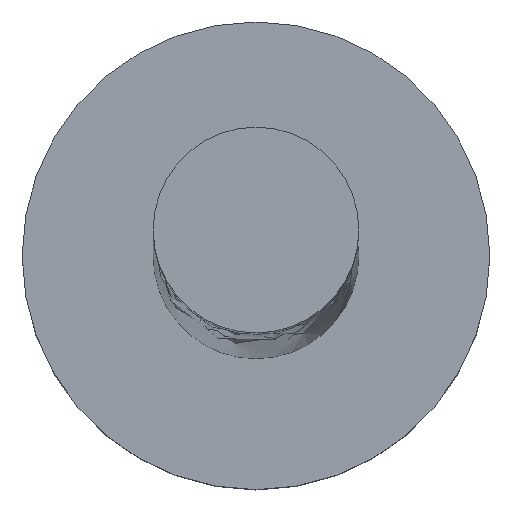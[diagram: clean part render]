
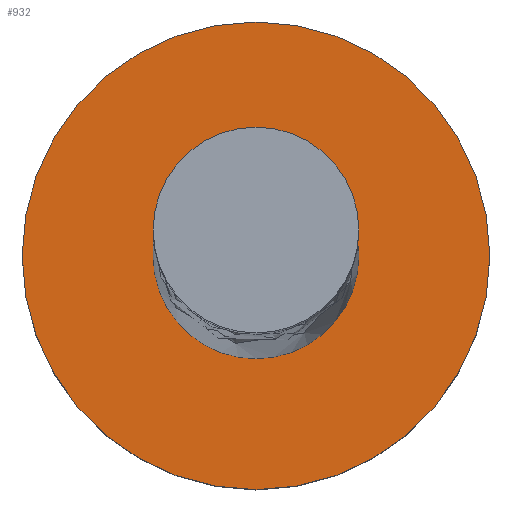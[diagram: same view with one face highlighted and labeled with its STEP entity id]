
A CAD part, top view. The second image highlights one B-rep face of the part: STEP entity #932.
In plain terms, the highlighted planar face has unit normal (0, 0, 1).
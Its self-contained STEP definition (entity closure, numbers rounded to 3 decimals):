
#3 = AXIS2_PLACEMENT_3D ( 'NONE', #8, #130, #1080 ) ;
#7 = ORIENTED_EDGE ( 'NONE', *, *, #440, .T. ) ;
#8 = CARTESIAN_POINT ( 'NONE',  ( 0., 0., 2. ) ) ;
#23 = FACE_OUTER_BOUND ( 'NONE', #702, .T. ) ;
#102 = ORIENTED_EDGE ( 'NONE', *, *, #1227, .T. ) ;
#110 = VERTEX_POINT ( 'NONE', #1352 ) ;
#130 = DIRECTION ( 'NONE',  ( 0., 0., 1. ) ) ;
#153 = ORIENTED_EDGE ( 'NONE', *, *, #1072, .F. ) ;
#254 = CIRCLE ( 'NONE', #1123, 1.1 ) ;
#260 = CARTESIAN_POINT ( 'NONE',  ( 1.1, 0., 2. ) ) ;
#292 = CARTESIAN_POINT ( 'NONE',  ( 0., 0., 2. ) ) ;
#359 = AXIS2_PLACEMENT_3D ( 'NONE', #292, #538, #1483 ) ;
#409 = DIRECTION ( 'NONE',  ( 1., 0., 0. ) ) ;
#411 = CIRCLE ( 'NONE', #3, 2.5 ) ;
#412 = FACE_BOUND ( 'NONE', #1129, .T. ) ;
#440 = EDGE_CURVE ( 'NONE', #528, #626, #705, .T. ) ;
#477 = CARTESIAN_POINT ( 'NONE',  ( 2.5, 0., 2. ) ) ;
#528 = VERTEX_POINT ( 'NONE', #477 ) ;
#538 = DIRECTION ( 'NONE',  ( 0., 0., 1. ) ) ;
#626 = VERTEX_POINT ( 'NONE', #954 ) ;
#702 = EDGE_LOOP ( 'NONE', ( #102, #7 ) ) ;
#705 = CIRCLE ( 'NONE', #1083, 2.5 ) ;
#731 = PLANE ( 'NONE',  #359 ) ;
#753 = DIRECTION ( 'NONE',  ( 1., 0., 0. ) ) ;
#762 = CARTESIAN_POINT ( 'NONE',  ( 0., 0., 2. ) ) ;
#853 = DIRECTION ( 'NONE',  ( 0., 0., 1. ) ) ;
#856 = VERTEX_POINT ( 'NONE', #260 ) ;
#860 = CIRCLE ( 'NONE', #1117, 1.1 ) ;
#883 = ORIENTED_EDGE ( 'NONE', *, *, #1413, .F. ) ;
#914 = DIRECTION ( 'NONE',  ( 0., 0., 1. ) ) ;
#932 = ADVANCED_FACE ( 'NONE', ( #412, #23 ), #731, .T. ) ;
#954 = CARTESIAN_POINT ( 'NONE',  ( -2.5, 0., 2. ) ) ;
#986 = DIRECTION ( 'NONE',  ( 0., 0., 1. ) ) ;
#1072 = EDGE_CURVE ( 'NONE', #110, #856, #860, .T. ) ;
#1080 = DIRECTION ( 'NONE',  ( 1., 0., 0. ) ) ;
#1083 = AXIS2_PLACEMENT_3D ( 'NONE', #1157, #914, #1285 ) ;
#1117 = AXIS2_PLACEMENT_3D ( 'NONE', #1209, #853, #409 ) ;
#1123 = AXIS2_PLACEMENT_3D ( 'NONE', #762, #986, #753 ) ;
#1129 = EDGE_LOOP ( 'NONE', ( #153, #883 ) ) ;
#1157 = CARTESIAN_POINT ( 'NONE',  ( 0., 0., 2. ) ) ;
#1209 = CARTESIAN_POINT ( 'NONE',  ( 0., 0., 2. ) ) ;
#1227 = EDGE_CURVE ( 'NONE', #626, #528, #411, .T. ) ;
#1285 = DIRECTION ( 'NONE',  ( 1., 0., 0. ) ) ;
#1352 = CARTESIAN_POINT ( 'NONE',  ( -1.1, 0., 2. ) ) ;
#1413 = EDGE_CURVE ( 'NONE', #856, #110, #254, .T. ) ;
#1483 = DIRECTION ( 'NONE',  ( 1., 0., 0. ) ) ;
